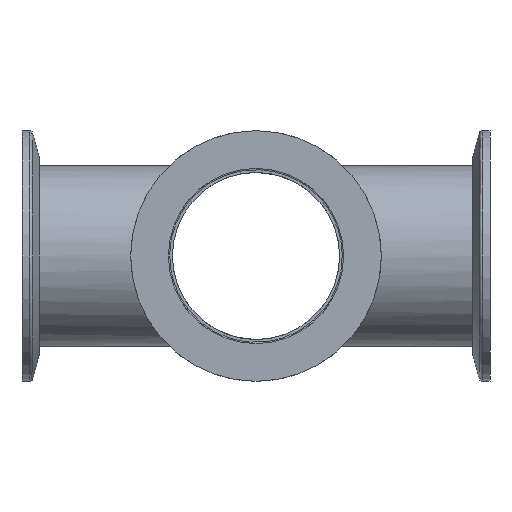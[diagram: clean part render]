
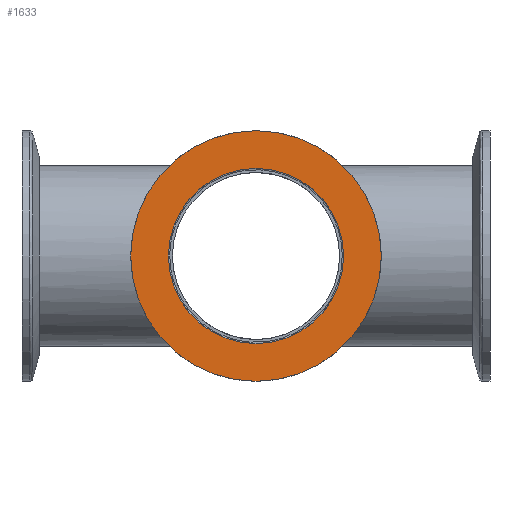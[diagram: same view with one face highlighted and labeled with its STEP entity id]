
A CAD part, front view. The second image highlights one B-rep face of the part: STEP entity #1633.
In plain terms, the highlighted face is planar.
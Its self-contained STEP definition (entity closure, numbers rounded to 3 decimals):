
#178 = DIRECTION ( 'NONE',  ( -1., 0., 0. ) ) ;
#186 = CARTESIAN_POINT ( 'NONE',  ( 0., 26.2, 0. ) ) ;
#597 = CARTESIAN_POINT ( 'NONE',  ( 0., 37.5, 0. ) ) ;
#814 = FACE_BOUND ( 'NONE', #3514, .T. ) ;
#1464 = CARTESIAN_POINT ( 'NONE',  ( 0., 37.5, 0. ) ) ;
#1513 = DIRECTION ( 'NONE',  ( 1., 0., 0. ) ) ;
#1633 = ADVANCED_FACE ( 'NONE', ( #814, #5014 ), #3119, .T. ) ;
#1779 = AXIS2_PLACEMENT_3D ( 'NONE', #1464, #4407, #1890 ) ;
#1848 = DIRECTION ( 'NONE',  ( 0., 1., 0. ) ) ;
#1890 = DIRECTION ( 'NONE',  ( 0., -1., 0. ) ) ;
#1898 = VERTEX_POINT ( 'NONE', #186 ) ;
#2909 = AXIS2_PLACEMENT_3D ( 'NONE', #4366, #178, #1848 ) ;
#3119 = PLANE ( 'NONE',  #1779 ) ;
#3510 = ORIENTED_EDGE ( 'NONE', *, *, #5085, .T. ) ;
#3514 = EDGE_LOOP ( 'NONE', ( #4499 ) ) ;
#3818 = CIRCLE ( 'NONE', #4324, 26.2 ) ;
#4324 = AXIS2_PLACEMENT_3D ( 'NONE', #5353, #1513, #4895 ) ;
#4366 = CARTESIAN_POINT ( 'NONE',  ( 0., 0., 0. ) ) ;
#4407 = DIRECTION ( 'NONE',  ( -1., 0., 0. ) ) ;
#4499 = ORIENTED_EDGE ( 'NONE', *, *, #4794, .T. ) ;
#4569 = EDGE_LOOP ( 'NONE', ( #3510 ) ) ;
#4666 = CIRCLE ( 'NONE', #2909, 37.5 ) ;
#4794 = EDGE_CURVE ( 'NONE', #1898, #1898, #3818, .T. ) ;
#4895 = DIRECTION ( 'NONE',  ( 0., 1., 0. ) ) ;
#5014 = FACE_OUTER_BOUND ( 'NONE', #4569, .T. ) ;
#5085 = EDGE_CURVE ( 'NONE', #5121, #5121, #4666, .T. ) ;
#5121 = VERTEX_POINT ( 'NONE', #597 ) ;
#5353 = CARTESIAN_POINT ( 'NONE',  ( 0., 0., 0. ) ) ;
